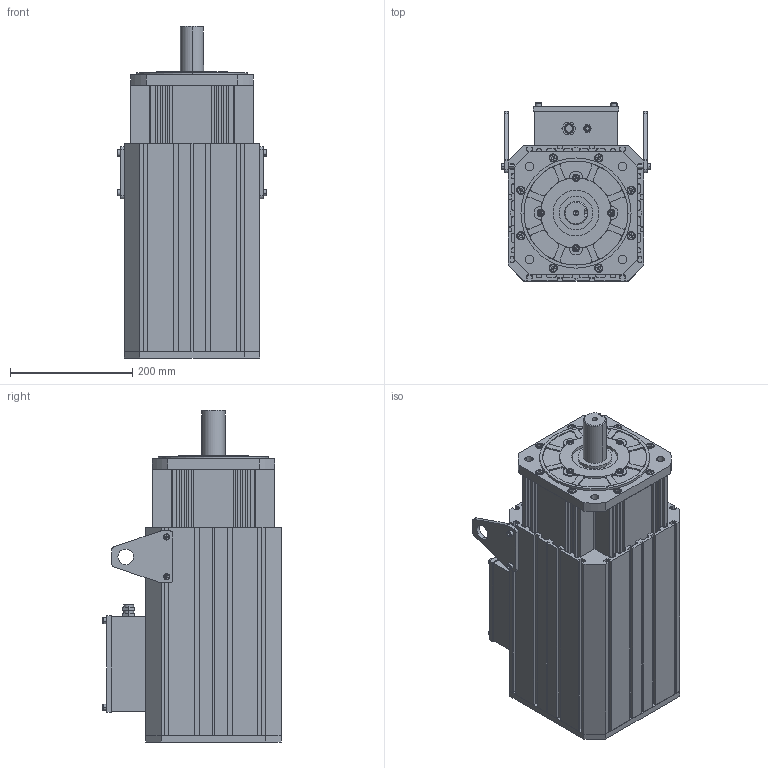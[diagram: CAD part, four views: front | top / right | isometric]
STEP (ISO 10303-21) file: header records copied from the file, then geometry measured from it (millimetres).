
FILE_DESCRIPTION (( 'STEP AP214' ), '1' );
FILE_NAME ('200炵蹈侜督萇儂84N.m.STEP', '2022-02-08T07:16:16', ( '' ), ( '' ), 'SwSTEP 2.0', 'SolidWorks 2020', '' );
FILE_SCHEMA (( 'AUTOMOTIVE_DESIGN' ));
Length unit declared in the file: millimetre
Products named in the file (15): M8滅阨諉芛; ヶ傷裔睿堤粣; 200炵蹈晤鎢ん俋褲; hexagon socket head cap screws gb_GB_FASTENER_SCREWS_HSHCS M6X20-N; 儂旯; 傷裔02; 嘐隅賦凳; 綴裔; 堤粣; 200炵蹈侜督萇儂84N.m; M12滅阨諉芛; 傷裔01; hexagon socket head cap screws gb_GB_FASTENER_SCREWS_HSHCS M8X30-N; hexagon socket head cap screws gb_GB_FASTENER_SCREWS_HSHCS M6X10-N; 褲极
Assembly tree (32 placements, depth 3):
  200炵蹈侜督萇儂84N.m
    ヶ傷裔睿堤粣
      傷裔02
      堤粣
      傷裔01
      hexagon socket head cap screws gb_GB_FASTENER_SCREWS_HSHCS M8X30-N  x8
      hexagon socket head cap screws gb_GB_FASTENER_SCREWS_HSHCS M6X10-N  x4
    褲极
    綴裔
    嘐隅賦凳  x2
    hexagon socket head cap screws gb_GB_FASTENER_SCREWS_HSHCS M6X10-N  x4
    hexagon socket head cap screws gb_GB_FASTENER_SCREWS_HSHCS M6X20-N  x4
    200炵蹈晤鎢ん俋褲
    M8滅阨諉芛
    儂旯
    M12滅阨諉芛
Bounding box: 245 x 291 x 542.5 mm (x, y, z)
Volume: 20795386 mm3; surface area: 1826735.7 mm2
Topology: 31 solids, 31 shells, 1428 faces, 3718 edges, 2383 vertices
Faces by surface type: plane 901, cylinder 398, cone 85, torus 44
Entity records: 32680 total; most frequent: CARTESIAN_POINT 5551, DIRECTION 5466, ORIENTED_EDGE 5408, EDGE_CURVE 2704, VECTOR 1972, LINE 1972, VERTEX_POINT 1786, AXIS2_PLACEMENT_3D 1747
